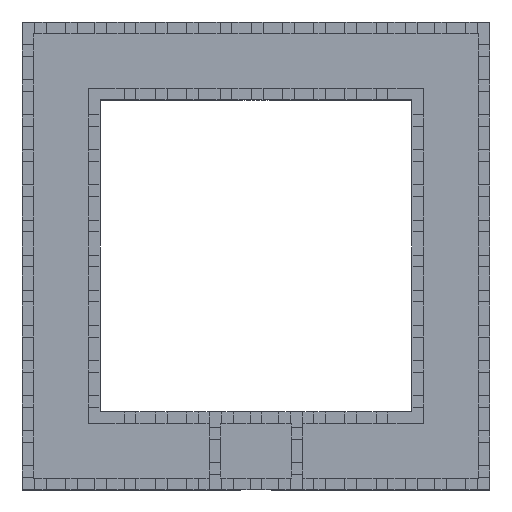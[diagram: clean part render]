
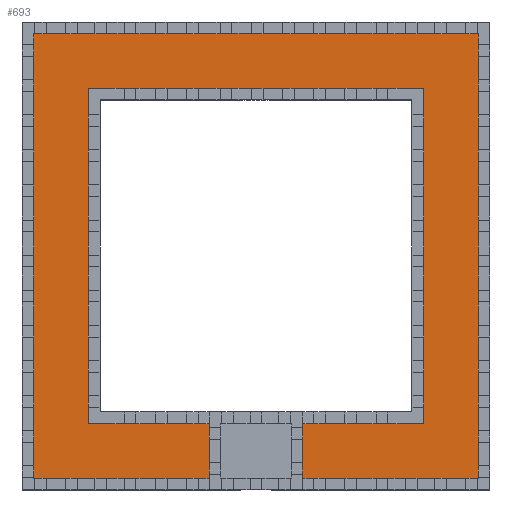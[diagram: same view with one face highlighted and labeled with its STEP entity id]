
A CAD part, top view. The second image highlights one B-rep face of the part: STEP entity #693.
In plain terms, the highlighted planar face has unit normal (0, 0, 1).
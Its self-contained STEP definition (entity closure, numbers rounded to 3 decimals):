
#197=FACE_OUTER_BOUND('',#1677,.T.);
#693=ADVANCED_FACE('',(#197),#1181,.T.);
#1181=PLANE('',#10250);
#1677=EDGE_LOOP('',(#3418,#3419,#3420,#3421,#3422,#3423,#3424,#3425,#3426,
#3427,#3428,#3429));
#3418=ORIENTED_EDGE('',*,*,#5991,.F.);
#3419=ORIENTED_EDGE('',*,*,#6459,.F.);
#3420=ORIENTED_EDGE('',*,*,#6495,.T.);
#3421=ORIENTED_EDGE('',*,*,#6907,.F.);
#3422=ORIENTED_EDGE('',*,*,#6669,.F.);
#3423=ORIENTED_EDGE('',*,*,#6200,.F.);
#3424=ORIENTED_EDGE('',*,*,#6674,.F.);
#3425=ORIENTED_EDGE('',*,*,#6837,.F.);
#3426=ORIENTED_EDGE('',*,*,#6500,.T.);
#3427=ORIENTED_EDGE('',*,*,#6425,.F.);
#3428=ORIENTED_EDGE('',*,*,#6335,.F.);
#3429=ORIENTED_EDGE('',*,*,#6098,.F.);
#5036=VERTEX_POINT('',#13318);
#5037=VERTEX_POINT('',#13320);
#5136=VERTEX_POINT('',#13531);
#5233=VERTEX_POINT('',#13731);
#5234=VERTEX_POINT('',#13733);
#5357=VERTEX_POINT('',#13998);
#5438=VERTEX_POINT('',#14174);
#5469=VERTEX_POINT('',#14240);
#5495=VERTEX_POINT('',#14308);
#5498=VERTEX_POINT('',#14318);
#5650=VERTEX_POINT('',#14650);
#5653=VERTEX_POINT('',#14658);
#5991=EDGE_CURVE('',#5036,#5037,#7418,.T.);
#6098=EDGE_CURVE('',#5037,#5136,#7524,.T.);
#6200=EDGE_CURVE('',#5233,#5234,#7625,.T.);
#6335=EDGE_CURVE('',#5136,#5357,#7759,.T.);
#6425=EDGE_CURVE('',#5357,#5438,#7848,.T.);
#6459=EDGE_CURVE('',#5469,#5036,#7882,.T.);
#6495=EDGE_CURVE('',#5469,#5495,#7918,.T.);
#6500=EDGE_CURVE('',#5498,#5438,#7923,.T.);
#6669=EDGE_CURVE('',#5234,#5650,#8090,.T.);
#6674=EDGE_CURVE('',#5653,#5233,#8095,.T.);
#6837=EDGE_CURVE('',#5498,#5653,#8257,.T.);
#6907=EDGE_CURVE('',#5650,#5495,#8327,.T.);
#7418=LINE('',#13319,#8838);
#7524=LINE('',#13530,#8944);
#7625=LINE('',#13732,#9045);
#7759=LINE('',#13997,#9179);
#7848=LINE('',#14173,#9268);
#7882=LINE('',#14241,#9302);
#7918=LINE('',#14309,#9338);
#7923=LINE('',#14317,#9343);
#8090=LINE('',#14649,#9510);
#8095=LINE('',#14659,#9515);
#8257=LINE('',#14943,#9677);
#8327=LINE('',#15065,#9747);
#8838=VECTOR('',#10769,1.);
#8944=VECTOR('',#10887,1.);
#9045=VECTOR('',#10994,1.);
#9179=VECTOR('',#11144,1.);
#9268=VECTOR('',#11245,1.);
#9302=VECTOR('',#11283,1.);
#9338=VECTOR('',#11331,1.);
#9343=VECTOR('',#11338,1.);
#9510=VECTOR('',#11531,1.);
#9515=VECTOR('',#11538,1.);
#9677=VECTOR('',#11782,1.);
#9747=VECTOR('',#11892,1.);
#10250=AXIS2_PLACEMENT_3D('',#15141,#11983,#11984);
#10769=DIRECTION('',(0.,1.,0.));
#10887=DIRECTION('',(1.,0.,0.));
#10994=DIRECTION('',(-1.,0.,0.));
#11144=DIRECTION('',(0.,-1.,0.));
#11245=DIRECTION('',(-1.,0.,0.));
#11283=DIRECTION('',(-1.,0.,0.));
#11331=DIRECTION('',(0.,1.,0.));
#11338=DIRECTION('',(0.,-1.,0.));
#11531=DIRECTION('',(0.,-1.,0.));
#11538=DIRECTION('',(0.,1.,0.));
#11782=DIRECTION('',(1.,0.,0.));
#11892=DIRECTION('',(1.,0.,0.));
#11983=DIRECTION('',(0.,0.,1.));
#11984=DIRECTION('',(1.,0.,0.));
#13318=CARTESIAN_POINT('',(-285.,-285.,70.));
#13319=CARTESIAN_POINT('',(-285.,285.,70.));
#13320=CARTESIAN_POINT('',(-285.,285.,70.));
#13530=CARTESIAN_POINT('',(285.,285.,70.));
#13531=CARTESIAN_POINT('',(285.,285.,70.));
#13731=CARTESIAN_POINT('',(215.,215.,70.));
#13732=CARTESIAN_POINT('',(-215.,215.,70.));
#13733=CARTESIAN_POINT('',(-215.,215.,70.));
#13997=CARTESIAN_POINT('',(285.,-285.,70.));
#13998=CARTESIAN_POINT('',(285.,-285.,70.));
#14173=CARTESIAN_POINT('',(60.,-285.,70.));
#14174=CARTESIAN_POINT('',(60.,-285.,70.));
#14240=CARTESIAN_POINT('',(-60.,-285.,70.));
#14241=CARTESIAN_POINT('',(-285.,-285.,70.));
#14308=CARTESIAN_POINT('',(-60.,-215.,70.));
#14309=CARTESIAN_POINT('',(-60.,-285.,70.));
#14317=CARTESIAN_POINT('',(60.,-215.,70.));
#14318=CARTESIAN_POINT('',(60.,-215.,70.));
#14649=CARTESIAN_POINT('',(-215.,-215.,70.));
#14650=CARTESIAN_POINT('',(-215.,-215.,70.));
#14658=CARTESIAN_POINT('',(215.,-215.,70.));
#14659=CARTESIAN_POINT('',(215.,215.,70.));
#14943=CARTESIAN_POINT('',(215.,-215.,70.));
#15065=CARTESIAN_POINT('',(-60.,-215.,70.));
#15141=CARTESIAN_POINT('',(0.,0.,70.));
